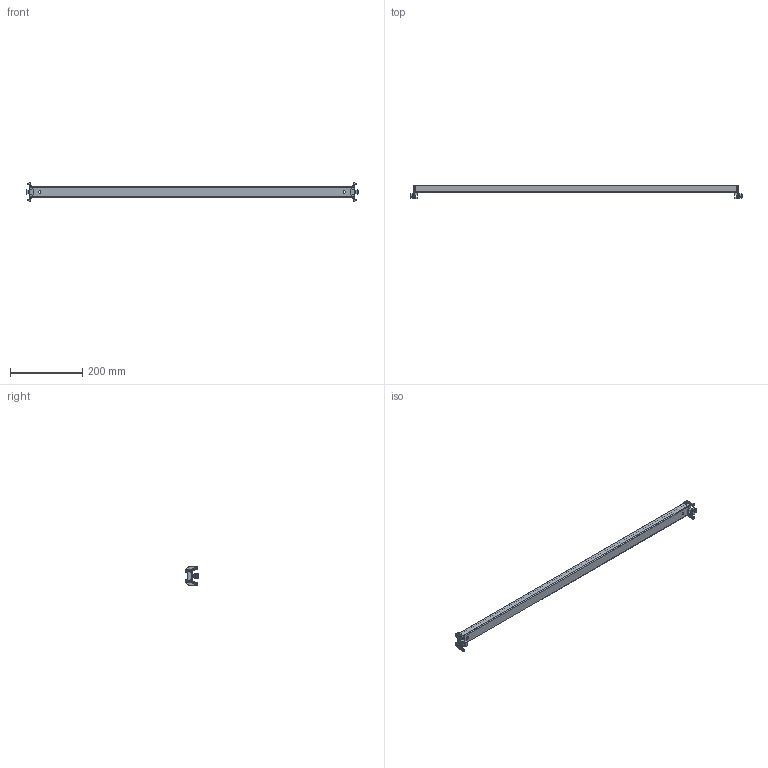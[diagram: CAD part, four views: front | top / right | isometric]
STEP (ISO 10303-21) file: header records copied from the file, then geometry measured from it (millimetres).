
FILE_DESCRIPTION (( 'STEP AP203' ), '1' );
FILE_NAME ('R5TOE100.step', '2013-11-11T08:43:10', ( 'User' ), ( 'DKC' ), 'SwSTEP 2.0', 'SolidWorks 2012', '' );
FILE_SCHEMA (( 'CONFIG_CONTROL_DESIGN' ));
Length unit declared in the file: millimetre
Products named in the file (5): R5TOE100; A1100001_A1100001; A3400008_A3400009; AC00C549; QB09C427
Assembly tree (7 placements, depth 2):
  R5TOE100
    QB09C427
    AC00C549  x2
    A3400008_A3400009  x2
    A1100001_A1100001  x2
Bounding box: 919 x 38.5 x 50 mm (x, y, z)
Volume: 115882.2 mm3; surface area: 156215.7 mm2
Topology: 7 solids, 7 shells, 522 faces, 1420 edges, 912 vertices
Faces by surface type: plane 326, cylinder 172, cone 16, sphere 4, torus 4
Entity records: 9441 total; most frequent: CARTESIAN_POINT 1720, ORIENTED_EDGE 1508, DIRECTION 1496, EDGE_CURVE 754, VECTOR 504, LINE 504, AXIS2_PLACEMENT_3D 496, VERTEX_POINT 480
